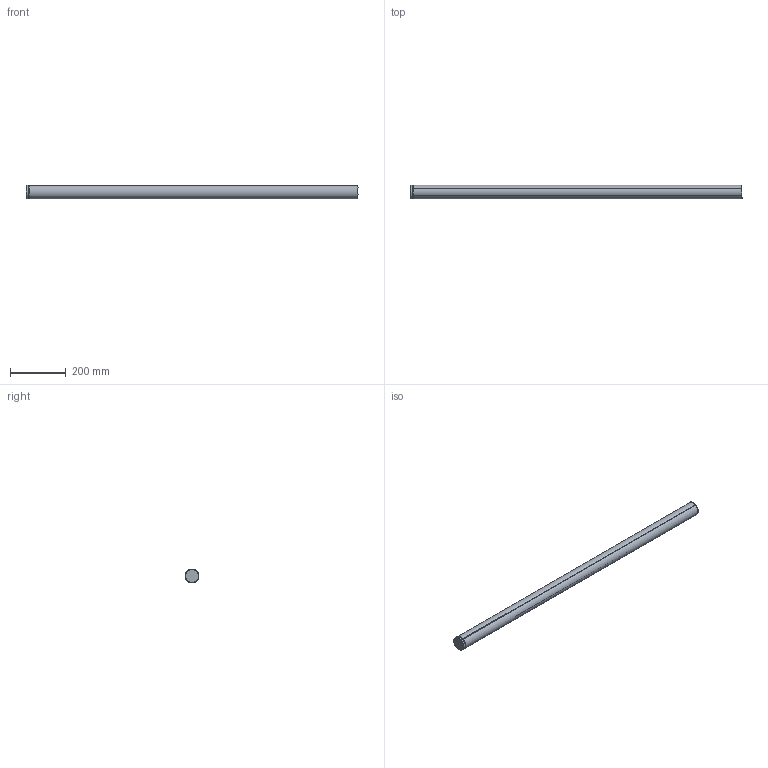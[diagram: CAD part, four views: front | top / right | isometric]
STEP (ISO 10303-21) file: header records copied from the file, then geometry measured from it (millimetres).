
FILE_DESCRIPTION(/* description */ (''),/* implementation_level */ '2;1');
FILE_NAME(/* name */ 'AoL-System-Suspension-Linear-1200-Terminal',/* time_stamp */ '2019-09-25T18:04:45+02:00',/* author */ (''),/* organization */ (''),/* preprocessor_version */ 'ST-DEVELOPER v15',/* originating_system */ '',/* authorisation */ '');
FILE_SCHEMA (('AUTOMOTIVE_DESIGN'));
Length unit declared in the file: millimetre
Products named in the file (1): Document
Bounding box: 1193.56 x 50 x 49.98 mm (x, y, z)
Volume: 567579 mm3; surface area: 429201.5 mm2
Topology: 3 solids, 3 shells, 55 faces, 119 edges, 71 vertices
Faces by surface type: bspline 44, plane 11
Entity records: 1626 total; most frequent: CARTESIAN_POINT 951, ORIENTED_EDGE 238, EDGE_CURVE 119, VERTEX_POINT 71, EDGE_LOOP 58, ADVANCED_FACE 55, FACE_OUTER_BOUND 55, DIRECTION 15
